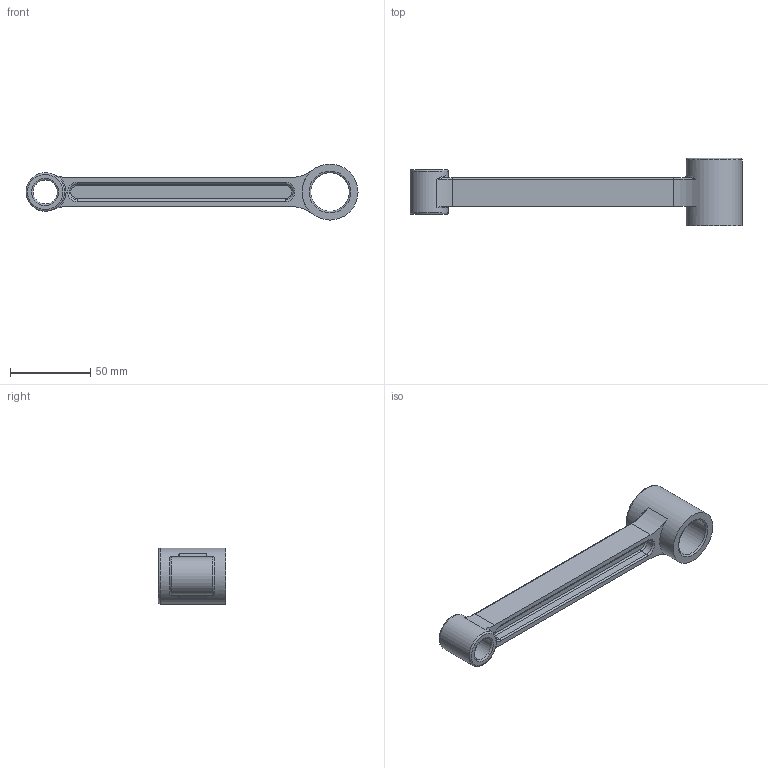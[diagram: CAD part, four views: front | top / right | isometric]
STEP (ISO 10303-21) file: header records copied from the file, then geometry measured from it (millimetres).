
FILE_DESCRIPTION (( 'STEP AP214' ), '1' );
FILE_NAME ('the Articulated Rod.STEP', '2025-02-17T17:12:09', ( '' ), ( '' ), 'SwSTEP 2.0', 'SolidWorks 2025', '' );
FILE_SCHEMA (( 'AUTOMOTIVE_DESIGN' ));
Length unit declared in the file: millimetre
Products named in the file (1): the Articulated Rod
Bounding box: 207.5 x 42 x 35 mm (x, y, z)
Volume: 60312.6 mm3; surface area: 26052.1 mm2
Topology: 1 solids, 1 shells, 533 faces, 1385 edges, 909 vertices
Faces by surface type: plane 336, bspline 153, cylinder 22, torus 22
Full cylindrical faces by diameter (mm): 15 x1, 24 x2, 35 x1
Entity records: 24955 total; most frequent: CARTESIAN_POINT 12922, ORIENTED_EDGE 2740, DIRECTION 1898, EDGE_CURVE 1370, LINE 988, VECTOR 988, VERTEX_POINT 909, EDGE_LOOP 607
